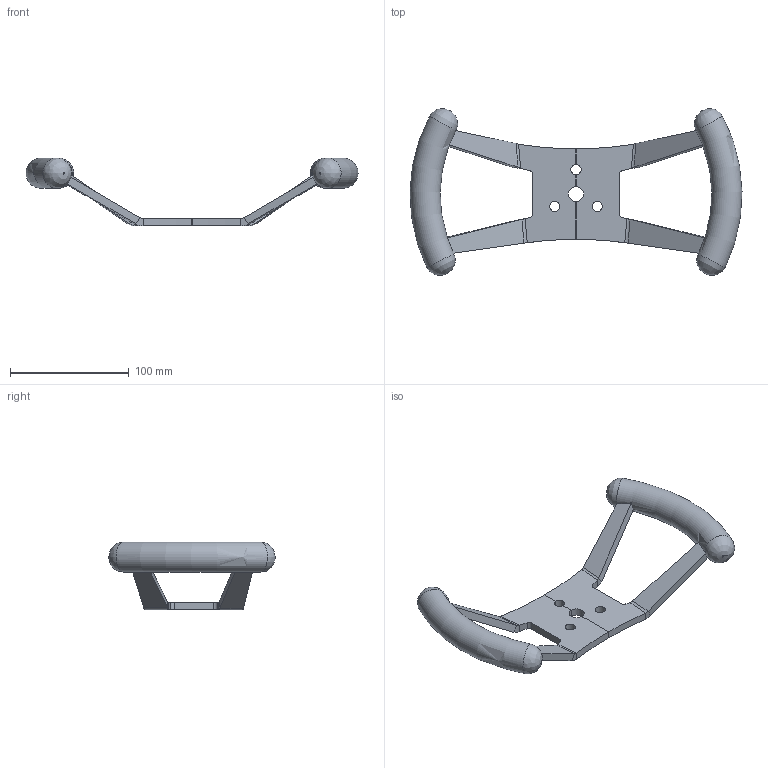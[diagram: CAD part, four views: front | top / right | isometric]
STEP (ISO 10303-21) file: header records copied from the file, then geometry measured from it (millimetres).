
FILE_DESCRIPTION(('FreeCAD Model'),'2;1');
FILE_NAME('butterfly-steering-wheel.step', '2019-08-05T00:10:59',('Author'),(''), 'Open CASCADE STEP processor 7.3','FreeCAD','Unknown');
FILE_SCHEMA(('AUTOMOTIVE_DESIGN { 1 0 10303 214 1 1 1 1 }'));
Length unit declared in the file: millimetre
Products named in the file (1): Fusion001
Bounding box: 279.36 x 140.3 x 57.15 mm (x, y, z)
Volume: 207711.7 mm3; surface area: 51693.8 mm2
Topology: 2 solids, 2 shells, 72 faces, 168 edges, 100 vertices
Faces by surface type: plane 36, bspline 20, cylinder 14, torus 2
Full cylindrical faces by diameter (mm): 8.636 x2
Entity records: 6071 total; most frequent: CARTESIAN_POINT 2415, DIRECTION 498, ORIENTED_EDGE 336, PCURVE 336, DEFINITIONAL_REPRESENTATION 336, LINE 318, VECTOR 318, EDGE_CURVE 168
